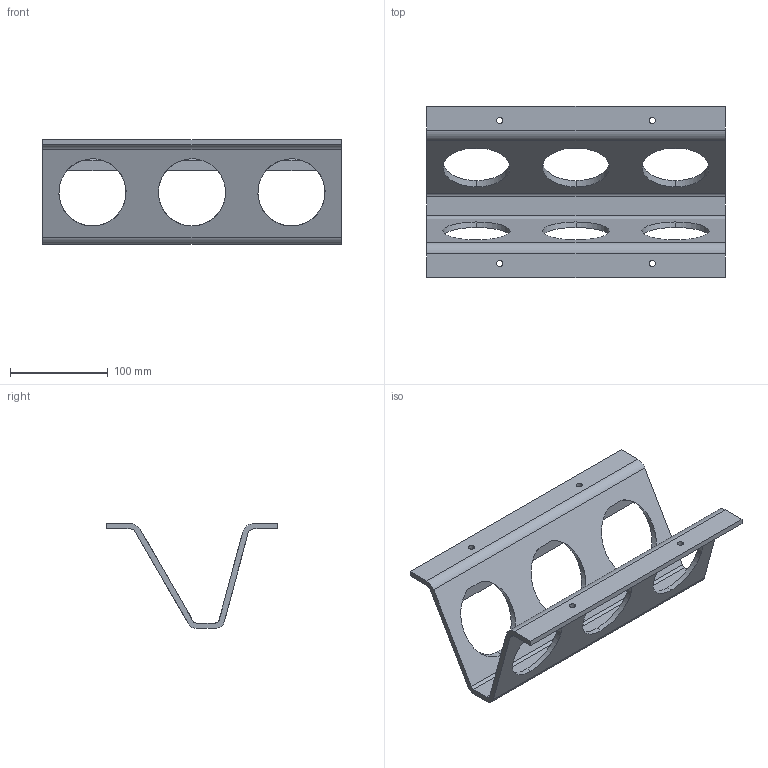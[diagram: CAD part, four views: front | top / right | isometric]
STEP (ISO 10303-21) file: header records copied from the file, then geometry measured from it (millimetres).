
FILE_DESCRIPTION (( 'STEP AP203' ), '1' );
FILE_NAME ('1048-4 .STEP', '2018-09-13T19:23:37', ( 'admin' ), ( 'Hewlett-Packard Company' ), 'SwSTEP 2.0', 'SolidWorks 2017', '' );
FILE_SCHEMA (( 'CONFIG_CONTROL_DESIGN' ));
Length unit declared in the file: inch
Products named in the file (1): 1048-4 
Bounding box: 304.8 x 174.62 x 107.14 mm (x, y, z)
Volume: 385645.8 mm3; surface area: 154886.4 mm2
Topology: 1 solids, 1 shells, 45 faces, 129 edges, 86 vertices
Faces by surface type: cylinder 28, plane 17
Entity records: 1600 total; most frequent: CARTESIAN_POINT 333, ORIENTED_EDGE 258, DIRECTION 235, EDGE_CURVE 129, VERTEX_POINT 86, AXIS2_PLACEMENT_3D 84, LINE 67, VECTOR 67
